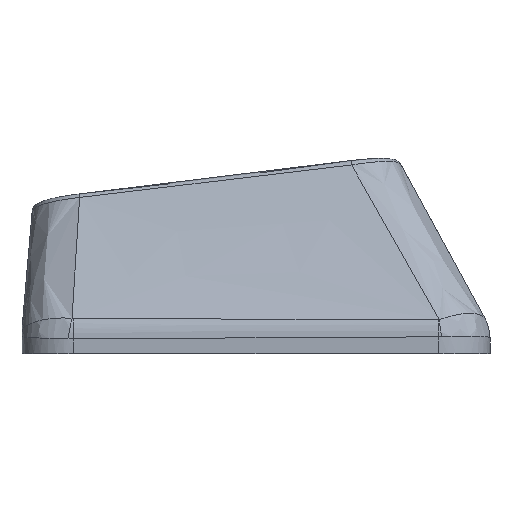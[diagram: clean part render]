
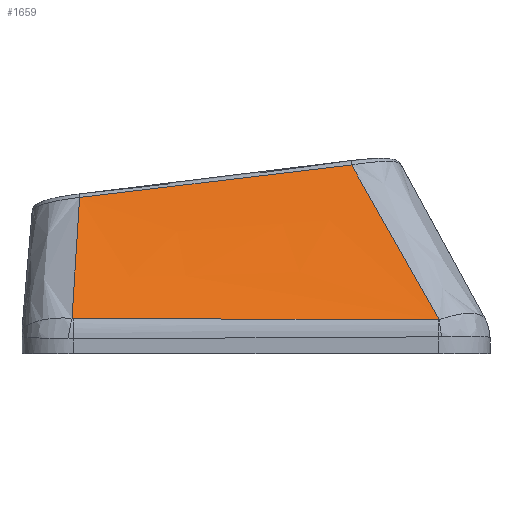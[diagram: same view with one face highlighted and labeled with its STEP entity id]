
A CAD part, left-side view. The second image highlights one B-rep face of the part: STEP entity #1659.
In plain terms, the highlighted free-form (B-spline) face has degree [3, 3] with [4, 4] control points.
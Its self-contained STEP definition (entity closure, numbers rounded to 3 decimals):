
#62=B_SPLINE_SURFACE_WITH_KNOTS('',3,3,((#4208,#4209,#4210,#4211),(#4212,
#4213,#4214,#4215),(#4216,#4217,#4218,#4219),(#4220,#4221,#4222,#4223)),
 .UNSPECIFIED.,.F.,.F.,.F.,(4,4),(4,4),(0.1,0.893),
(0.029,0.952),.UNSPECIFIED.);
#228=FACE_OUTER_BOUND('',#322,.T.);
#322=EDGE_LOOP('',(#1466,#1467,#1468,#1469,#1470,#1471));
#593=B_SPLINE_CURVE_WITH_KNOTS('',3,(#3747,#3748,#3749,#3750),
 .UNSPECIFIED.,.F.,.F.,(4,4),(0.,0.003),.UNSPECIFIED.);
#595=B_SPLINE_CURVE_WITH_KNOTS('',3,(#3774,#3775,#3776,#3777),
 .UNSPECIFIED.,.F.,.F.,(4,4),(0.,1.416),.UNSPECIFIED.);
#597=B_SPLINE_CURVE_WITH_KNOTS('',3,(#3798,#3799,#3800,#3801),
 .UNSPECIFIED.,.F.,.F.,(4,4),(0.,0.005),
 .UNSPECIFIED.);
#605=B_SPLINE_CURVE_WITH_KNOTS('',3,(#3893,#3894,#3895,#3896),
 .UNSPECIFIED.,.F.,.F.,(4,4),(-0.573,-0.02),
 .UNSPECIFIED.);
#616=B_SPLINE_CURVE_WITH_KNOTS('',3,(#4142,#4143,#4144,#4145),
 .UNSPECIFIED.,.F.,.F.,(4,4),(-1.063,0.),.UNSPECIFIED.);
#620=B_SPLINE_CURVE_WITH_KNOTS('',3,(#4204,#4205,#4206,#4207),
 .UNSPECIFIED.,.F.,.F.,(4,4),(0.023,0.774),
 .UNSPECIFIED.);
#742=VERTEX_POINT('',#3373);
#765=VERTEX_POINT('',#3709);
#767=VERTEX_POINT('',#3740);
#769=VERTEX_POINT('',#3767);
#775=VERTEX_POINT('',#3892);
#790=VERTEX_POINT('',#4108);
#999=EDGE_CURVE('',#765,#767,#593,.T.);
#1002=EDGE_CURVE('',#767,#769,#595,.T.);
#1004=EDGE_CURVE('',#769,#742,#597,.T.);
#1012=EDGE_CURVE('',#742,#775,#605,.T.);
#1040=EDGE_CURVE('',#775,#790,#616,.T.);
#1044=EDGE_CURVE('',#790,#765,#620,.T.);
#1466=ORIENTED_EDGE('',*,*,#999,.F.);
#1467=ORIENTED_EDGE('',*,*,#1044,.F.);
#1468=ORIENTED_EDGE('',*,*,#1040,.F.);
#1469=ORIENTED_EDGE('',*,*,#1012,.F.);
#1470=ORIENTED_EDGE('',*,*,#1004,.F.);
#1471=ORIENTED_EDGE('',*,*,#1002,.F.);
#1659=ADVANCED_FACE('',(#228),#62,.T.);
#3373=CARTESIAN_POINT('',(-11.233,7.14,0.368));
#3709=CARTESIAN_POINT('',(-11.308,-7.107,0.314));
#3740=CARTESIAN_POINT('',(-11.308,-7.077,0.312));
#3747=CARTESIAN_POINT('Ctrl Pts',(-11.308,-7.107,0.314));
#3748=CARTESIAN_POINT('Ctrl Pts',(-11.308,-7.097,0.312));
#3749=CARTESIAN_POINT('Ctrl Pts',(-11.308,-7.087,0.312));
#3750=CARTESIAN_POINT('Ctrl Pts',(-11.308,-7.077,0.312));
#3767=CARTESIAN_POINT('',(-11.236,7.086,0.363));
#3774=CARTESIAN_POINT('Ctrl Pts',(-11.308,-7.077,0.312));
#3775=CARTESIAN_POINT('Ctrl Pts',(-11.29,-2.357,0.327));
#3776=CARTESIAN_POINT('Ctrl Pts',(-11.268,2.364,0.344));
#3777=CARTESIAN_POINT('Ctrl Pts',(-11.236,7.086,0.363));
#3798=CARTESIAN_POINT('Ctrl Pts',(-11.236,7.086,0.363));
#3799=CARTESIAN_POINT('Ctrl Pts',(-11.236,7.104,0.363));
#3800=CARTESIAN_POINT('Ctrl Pts',(-11.235,7.122,0.365));
#3801=CARTESIAN_POINT('Ctrl Pts',(-11.233,7.14,0.368));
#3892=CARTESIAN_POINT('',(-8.341,6.845,5.059));
#3893=CARTESIAN_POINT('Ctrl Pts',(-11.233,7.14,0.368));
#3894=CARTESIAN_POINT('Ctrl Pts',(-10.264,7.035,1.929));
#3895=CARTESIAN_POINT('Ctrl Pts',(-9.299,6.935,3.493));
#3896=CARTESIAN_POINT('Ctrl Pts',(-8.341,6.845,5.059));
#4108=CARTESIAN_POINT('',(-8.332,-3.708,6.321));
#4142=CARTESIAN_POINT('Ctrl Pts',(-8.341,6.845,5.059));
#4143=CARTESIAN_POINT('Ctrl Pts',(-8.338,3.327,5.477));
#4144=CARTESIAN_POINT('Ctrl Pts',(-8.335,-0.19,
5.898));
#4145=CARTESIAN_POINT('Ctrl Pts',(-8.332,-3.708,6.321));
#4204=CARTESIAN_POINT('Ctrl Pts',(-8.332,-3.708,6.321));
#4205=CARTESIAN_POINT('Ctrl Pts',(-9.33,-4.847,4.323));
#4206=CARTESIAN_POINT('Ctrl Pts',(-10.321,-5.979,2.32));
#4207=CARTESIAN_POINT('Ctrl Pts',(-11.308,-7.107,0.314));
#4208=CARTESIAN_POINT('Ctrl Pts',(-8.332,-4.091,6.366));
#4209=CARTESIAN_POINT('Ctrl Pts',(-9.324,-5.096,4.348));
#4210=CARTESIAN_POINT('Ctrl Pts',(-10.316,-6.102,2.33));
#4211=CARTESIAN_POINT('Ctrl Pts',(-11.308,-7.108,0.312));
#4212=CARTESIAN_POINT('Ctrl Pts',(-8.332,-0.346,
5.923));
#4213=CARTESIAN_POINT('Ctrl Pts',(-9.324,-1.017,4.046));
#4214=CARTESIAN_POINT('Ctrl Pts',(-10.316,-1.688,2.168));
#4215=CARTESIAN_POINT('Ctrl Pts',(-11.308,-2.359,0.29));
#4216=CARTESIAN_POINT('Ctrl Pts',(-8.332,3.398,5.481));
#4217=CARTESIAN_POINT('Ctrl Pts',(-9.324,3.062,3.743));
#4218=CARTESIAN_POINT('Ctrl Pts',(-10.316,2.726,2.006));
#4219=CARTESIAN_POINT('Ctrl Pts',(-11.308,2.391,0.269));
#4220=CARTESIAN_POINT('Ctrl Pts',(-8.332,7.142,5.038));
#4221=CARTESIAN_POINT('Ctrl Pts',(-9.324,7.141,3.441));
#4222=CARTESIAN_POINT('Ctrl Pts',(-10.316,7.141,1.844));
#4223=CARTESIAN_POINT('Ctrl Pts',(-11.308,7.14,0.247));
